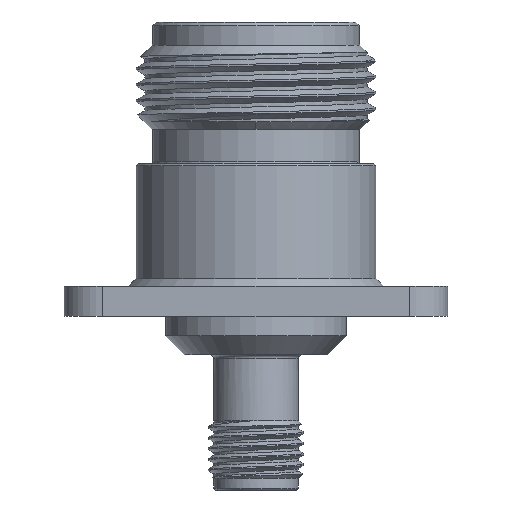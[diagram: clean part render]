
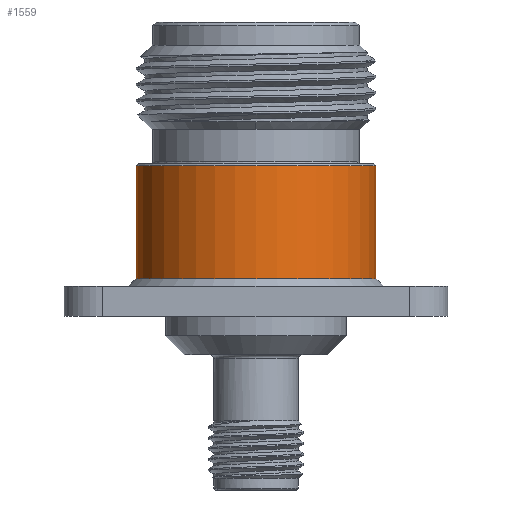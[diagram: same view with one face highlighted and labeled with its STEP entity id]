
A CAD part, front view. The second image highlights one B-rep face of the part: STEP entity #1559.
In plain terms, the highlighted cylindrical face has radius 7.938 mm (diameter 15.875 mm), a partial arc.
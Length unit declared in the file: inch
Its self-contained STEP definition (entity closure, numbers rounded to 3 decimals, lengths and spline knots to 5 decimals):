
#121 = VERTEX_POINT ( 'NONE', #3935 ) ;
#147 = CARTESIAN_POINT ( 'NONE',  ( 0.3125, 0., 0.02 ) ) ;
#312 = AXIS2_PLACEMENT_3D ( 'NONE', #1063, #2674, #4758 ) ;
#562 = DIRECTION ( 'NONE',  ( -1., 0., 0. ) ) ;
#1063 = CARTESIAN_POINT ( 'NONE',  ( 0., 0., 0.02 ) ) ;
#1084 = ORIENTED_EDGE ( 'NONE', *, *, #1287, .T. ) ;
#1265 = AXIS2_PLACEMENT_3D ( 'NONE', #2279, #1269, #5352 ) ;
#1269 = DIRECTION ( 'NONE',  ( 0., 0., -1. ) ) ;
#1287 = EDGE_CURVE ( 'NONE', #3488, #3689, #3596, .T. ) ;
#1361 = EDGE_LOOP ( 'NONE', ( #2441, #6174, #6410, #1084 ) ) ;
#1559 = ADVANCED_FACE ( 'NONE', ( #2874 ), #2402, .T. ) ;
#1935 = CARTESIAN_POINT ( 'NONE',  ( -0.3125, 0., 0.02 ) ) ;
#1941 = CIRCLE ( 'NONE', #1265, 0.3125 ) ;
#2048 = DIRECTION ( 'NONE',  ( 0., 0., -1. ) ) ;
#2249 = LINE ( 'NONE', #6252, #3684 ) ;
#2279 = CARTESIAN_POINT ( 'NONE',  ( 0., 0., 0.31398 ) ) ;
#2296 = AXIS2_PLACEMENT_3D ( 'NONE', #6093, #2048, #562 ) ;
#2402 = CYLINDRICAL_SURFACE ( 'NONE', #2296, 0.3125 ) ;
#2441 = ORIENTED_EDGE ( 'NONE', *, *, #5198, .F. ) ;
#2674 = DIRECTION ( 'NONE',  ( 0., 0., 1. ) ) ;
#2874 = FACE_OUTER_BOUND ( 'NONE', #1361, .T. ) ;
#3419 = CARTESIAN_POINT ( 'NONE',  ( -0.3125, 0., 0.68898 ) ) ;
#3488 = VERTEX_POINT ( 'NONE', #1935 ) ;
#3596 = CIRCLE ( 'NONE', #312, 0.3125 ) ;
#3653 = VERTEX_POINT ( 'NONE', #4244 ) ;
#3684 = VECTOR ( 'NONE', #5785, 39.37008 ) ;
#3689 = VERTEX_POINT ( 'NONE', #147 ) ;
#3935 = CARTESIAN_POINT ( 'NONE',  ( 0.3125, 0., 0.31398 ) ) ;
#4244 = CARTESIAN_POINT ( 'NONE',  ( -0.3125, 0., 0.31398 ) ) ;
#4758 = DIRECTION ( 'NONE',  ( -1., 0., 0. ) ) ;
#5042 = EDGE_CURVE ( 'NONE', #3653, #3488, #5879, .T. ) ;
#5198 = EDGE_CURVE ( 'NONE', #121, #3689, #2249, .T. ) ;
#5352 = DIRECTION ( 'NONE',  ( 1., 0., 0. ) ) ;
#5785 = DIRECTION ( 'NONE',  ( 0., 0., -1. ) ) ;
#5879 = LINE ( 'NONE', #3419, #6450 ) ;
#5957 = DIRECTION ( 'NONE',  ( 0., 0., -1. ) ) ;
#6069 = EDGE_CURVE ( 'NONE', #121, #3653, #1941, .T. ) ;
#6093 = CARTESIAN_POINT ( 'NONE',  ( 0., 0., 0.68898 ) ) ;
#6174 = ORIENTED_EDGE ( 'NONE', *, *, #6069, .T. ) ;
#6252 = CARTESIAN_POINT ( 'NONE',  ( 0.3125, 0., 0.68898 ) ) ;
#6410 = ORIENTED_EDGE ( 'NONE', *, *, #5042, .T. ) ;
#6450 = VECTOR ( 'NONE', #5957, 39.37008 ) ;
